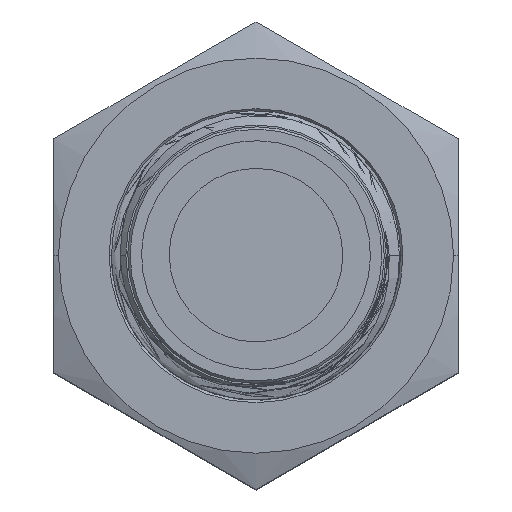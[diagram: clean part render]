
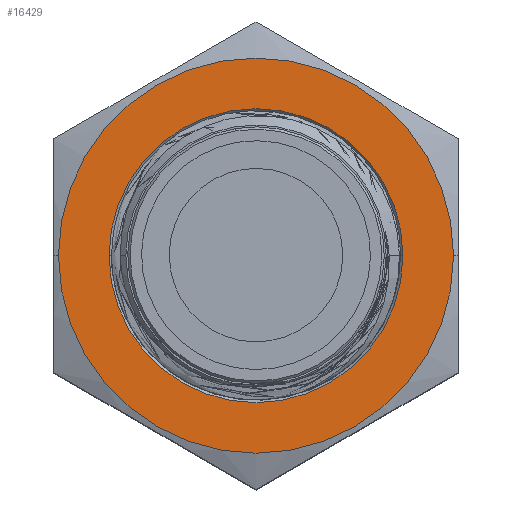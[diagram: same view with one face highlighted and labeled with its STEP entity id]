
A CAD part, top view. The second image highlights one B-rep face of the part: STEP entity #16429.
In plain terms, the highlighted face is planar.
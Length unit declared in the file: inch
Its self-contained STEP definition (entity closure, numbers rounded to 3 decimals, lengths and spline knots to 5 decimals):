
#330 = AXIS2_PLACEMENT_3D ( 'NONE', #4261, #12904, #8207 ) ;
#765 = AXIS2_PLACEMENT_3D ( 'NONE', #7575, #25278, #9204 ) ;
#851 = DIRECTION ( 'NONE',  ( 1., 0., 0. ) ) ;
#1400 = AXIS2_PLACEMENT_3D ( 'NONE', #15743, #24533, #17937 ) ;
#1412 = AXIS2_PLACEMENT_3D ( 'NONE', #22807, #11713, #20604 ) ;
#1890 = EDGE_CURVE ( 'NONE', #22707, #23361, #6991, .T. ) ;
#3048 = FACE_BOUND ( 'NONE', #18100, .T. ) ;
#4174 = VERTEX_POINT ( 'NONE', #23051 ) ;
#4261 = CARTESIAN_POINT ( 'NONE',  ( 0., 0., 0. ) ) ;
#5675 = FACE_OUTER_BOUND ( 'NONE', #19558, .T. ) ;
#6173 = ORIENTED_EDGE ( 'NONE', *, *, #8061, .F. ) ;
#6345 = CARTESIAN_POINT ( 'NONE',  ( -0.24016, 0., 0. ) ) ;
#6748 = ORIENTED_EDGE ( 'NONE', *, *, #11470, .F. ) ;
#6991 = CIRCLE ( 'NONE', #1400, 0.24016 ) ;
#7575 = CARTESIAN_POINT ( 'NONE',  ( 0., 0., 0. ) ) ;
#8061 = EDGE_CURVE ( 'NONE', #21428, #4174, #26026, .T. ) ;
#8207 = DIRECTION ( 'NONE',  ( 1., 0., 0. ) ) ;
#9204 = DIRECTION ( 'NONE',  ( 1., 0., 0. ) ) ;
#10306 = CIRCLE ( 'NONE', #1412, 0.24016 ) ;
#11470 = EDGE_CURVE ( 'NONE', #4174, #21428, #20412, .T. ) ;
#11713 = DIRECTION ( 'NONE',  ( 0., 0., -1. ) ) ;
#11985 = PLANE ( 'NONE',  #13985 ) ;
#12904 = DIRECTION ( 'NONE',  ( 0., 0., 1. ) ) ;
#13261 = CARTESIAN_POINT ( 'NONE',  ( 0.24016, 0., 0. ) ) ;
#13985 = AXIS2_PLACEMENT_3D ( 'NONE', #21321, #20883, #851 ) ;
#15743 = CARTESIAN_POINT ( 'NONE',  ( 0., 0., 0. ) ) ;
#16429 = ADVANCED_FACE ( 'NONE', ( #5675, #3048 ), #11985, .F. ) ;
#17910 = EDGE_CURVE ( 'NONE', #23361, #22707, #10306, .T. ) ;
#17937 = DIRECTION ( 'NONE',  ( -1., 0., 0. ) ) ;
#18100 = EDGE_LOOP ( 'NONE', ( #18970, #18359 ) ) ;
#18359 = ORIENTED_EDGE ( 'NONE', *, *, #1890, .F. ) ;
#18970 = ORIENTED_EDGE ( 'NONE', *, *, #17910, .F. ) ;
#19558 = EDGE_LOOP ( 'NONE', ( #6173, #6748 ) ) ;
#20412 = CIRCLE ( 'NONE', #330, 0.32281 ) ;
#20604 = DIRECTION ( 'NONE',  ( -1., 0., 0. ) ) ;
#20883 = DIRECTION ( 'NONE',  ( 0., 0., 1. ) ) ;
#20895 = CARTESIAN_POINT ( 'NONE',  ( 0.32281, 0., 0. ) ) ;
#21321 = CARTESIAN_POINT ( 'NONE',  ( 0., 0., 0. ) ) ;
#21428 = VERTEX_POINT ( 'NONE', #20895 ) ;
#22707 = VERTEX_POINT ( 'NONE', #13261 ) ;
#22807 = CARTESIAN_POINT ( 'NONE',  ( 0., 0., 0. ) ) ;
#23051 = CARTESIAN_POINT ( 'NONE',  ( -0.32281, 0., 0. ) ) ;
#23361 = VERTEX_POINT ( 'NONE', #6345 ) ;
#24533 = DIRECTION ( 'NONE',  ( 0., 0., -1. ) ) ;
#25278 = DIRECTION ( 'NONE',  ( 0., 0., 1. ) ) ;
#26026 = CIRCLE ( 'NONE', #765, 0.32281 ) ;
